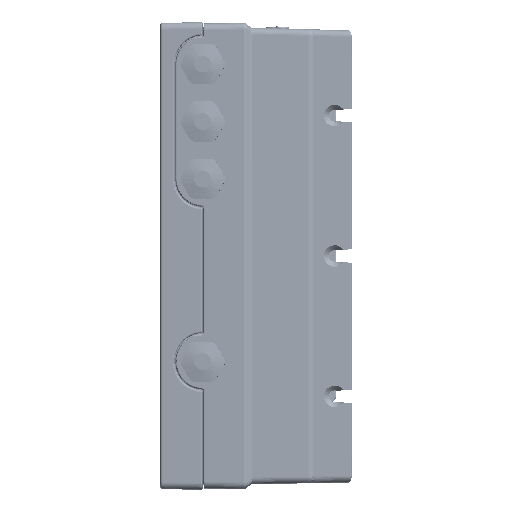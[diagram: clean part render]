
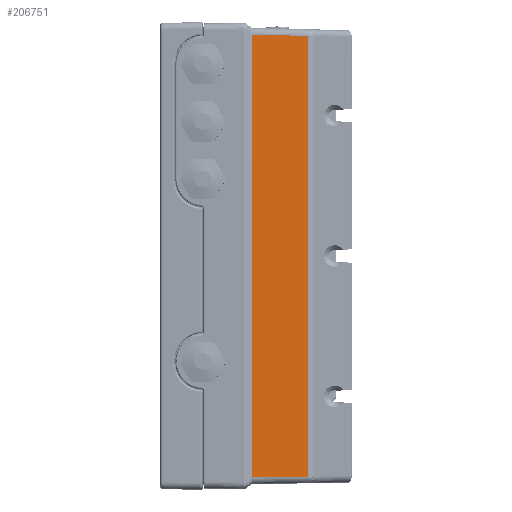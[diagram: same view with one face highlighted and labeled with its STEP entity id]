
A CAD part, left-side view. The second image highlights one B-rep face of the part: STEP entity #206751.
In plain terms, the highlighted planar face has unit normal (-1, -0.018, 0).
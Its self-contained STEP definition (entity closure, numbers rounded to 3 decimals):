
#41712=CARTESIAN_POINT('',(-90.488,40.8,
268.482));
#41713=CARTESIAN_POINT('',(-90.488,40.8,
239.374));
#41714=CARTESIAN_POINT('',(-90.488,40.799,
181.159));
#41715=CARTESIAN_POINT('',(-90.488,40.797,
93.835));
#41716=CARTESIAN_POINT('',(-90.488,40.796,
35.62));
#41717=CARTESIAN_POINT('',(-90.488,40.796,
6.512));
#93766=DIRECTION('',(0.017,-1.,-0.026));
#93767=VECTOR('',#93766,33.121);
#93768=CARTESIAN_POINT('',(-90.488,40.8,
268.482));
#93769=LINE('',#93768,#93767);
#93773=DIRECTION('',(-0.017,1.,-0.017));
#93774=VECTOR('',#93773,33.11);
#93775=CARTESIAN_POINT('',(-89.91,7.696,
7.089));
#93776=LINE('',#93775,#93774);
#93840=DIRECTION('',(0.,0.,1.));
#93841=VECTOR('',#93840,260.526);
#93842=CARTESIAN_POINT('',(-89.91,7.696,
7.089));
#93843=LINE('',#93842,#93841);
#119961=VERTEX_POINT('',#41712);
#119962=VERTEX_POINT('',#41717);
#119965=CARTESIAN_POINT('',(-89.91,7.696,
7.089));
#119966=VERTEX_POINT('',#119965);
#119967=CARTESIAN_POINT('',(-89.91,7.696,
267.615));
#119968=VERTEX_POINT('',#119967);
#206738=CARTESIAN_POINT('',(-90.5,41.5,-1.44));
#206739=DIRECTION('',(1.,0.017,0.));
#206740=DIRECTION('',(0.,0.,-1.));
#206741=AXIS2_PLACEMENT_3D('',#206738,#206739,#206740);
#206742=PLANE('',#206741);
#206743=ORIENTED_EDGE('',*,*,#161673,.F.);
#206745=ORIENTED_EDGE('',*,*,#206744,.T.);
#206747=ORIENTED_EDGE('',*,*,#206746,.F.);
#206748=ORIENTED_EDGE('',*,*,#206598,.T.);
#206749=EDGE_LOOP('',(#206743,#206745,#206747,#206748));
#206750=FACE_OUTER_BOUND('',#206749,.F.);
#206751=ADVANCED_FACE('',(#206750),#206742,.F.);
#41718=B_SPLINE_CURVE_WITH_KNOTS('',3,(#41712,#41713,#41714,#41715,#41716,
#41717),.UNSPECIFIED.,.F.,.F.,(4,1,1,4),(0.,0.333,
0.667,1.),.UNSPECIFIED.);
#161673=EDGE_CURVE('',#119961,#119962,#41718,.T.);
#206598=EDGE_CURVE('',#119966,#119962,#93776,.T.);
#206744=EDGE_CURVE('',#119961,#119968,#93769,.T.);
#206746=EDGE_CURVE('',#119966,#119968,#93843,.T.);
